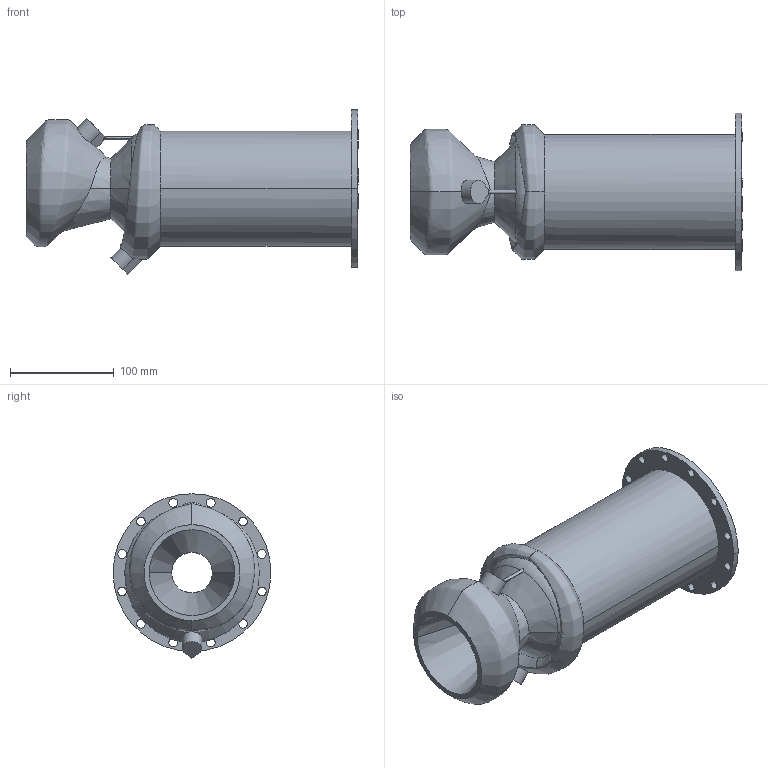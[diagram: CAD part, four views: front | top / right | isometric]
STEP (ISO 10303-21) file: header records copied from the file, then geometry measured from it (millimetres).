
FILE_DESCRIPTION (( 'STEP AP214' ), '1' );
FILE_NAME ('slot cooling jacket 13 for printing2.STEP', '2023-04-20T18:31:38', ( '' ), ( '' ), 'SwSTEP 2.0', 'SolidWorks 2021', '' );
FILE_SCHEMA (( 'AUTOMOTIVE_DESIGN' ));
Length unit declared in the file: inch
Products named in the file (1): slot cooling jacket 13 for printing2
Bounding box: 320.65 x 152.4 x 158.86 mm (x, y, z)
Volume: 1051613.1 mm3; surface area: 386208.9 mm2
Topology: 1 solids, 1 shells, 656 faces, 1951 edges, 1252 vertices
Faces by surface type: plane 169, cylinder 157, cone 135, bspline 102, torus 93
Entity records: 39712 total; most frequent: CARTESIAN_POINT 23754, ORIENTED_EDGE 3902, DIRECTION 2451, EDGE_CURVE 1951, VERTEX_POINT 1252, B_SPLINE_CURVE_WITH_KNOTS 1007, AXIS2_PLACEMENT_3D 957, EDGE_LOOP 803
